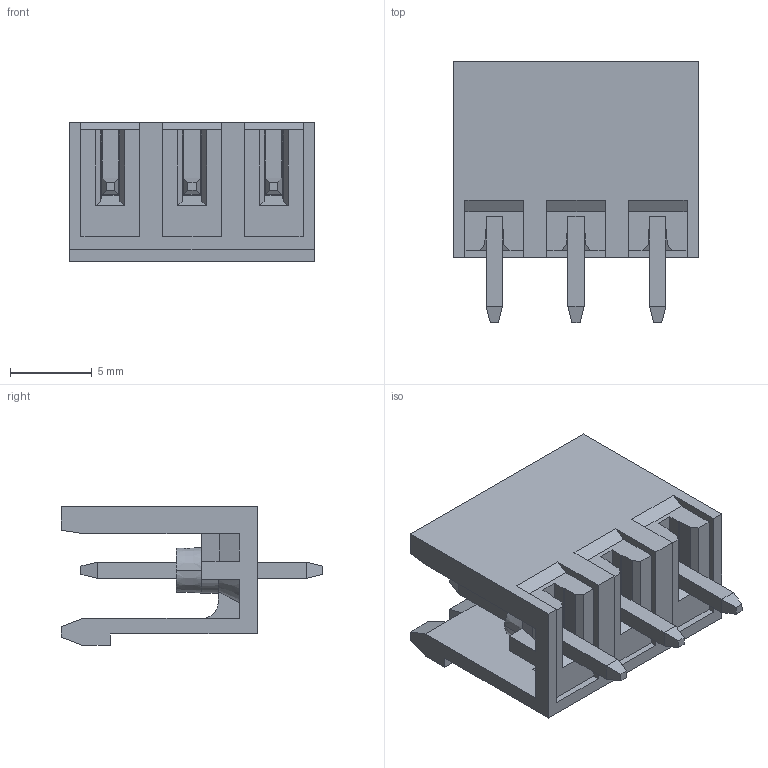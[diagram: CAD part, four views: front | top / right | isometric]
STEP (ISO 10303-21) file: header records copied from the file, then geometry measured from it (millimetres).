
FILE_DESCRIPTION (( 'STEP AP214' ), '1' );
FILE_NAME ('CUI_DEVICES_TBP04R3-500-03BE.step', '2021-12-16T03:10:13', ( '' ), ( '' ), 'SwSTEP 2.0', 'SolidWorks 2021', '' );
FILE_SCHEMA (( 'AUTOMOTIVE_DESIGN' ));
Length unit declared in the file: millimetre
Products named in the file (1): CUI_DEVICES_TBP04R3-500-03BE
Bounding box: 15 x 16 x 8.5 mm (x, y, z)
Volume: 584.8 mm3; surface area: 1299.9 mm2
Topology: 1 solids, 1 shells, 232 faces, 623 edges, 396 vertices
Faces by surface type: plane 205, cone 18, cylinder 9
Entity records: 7765 total; most frequent: CARTESIAN_POINT 1372, ORIENTED_EDGE 1246, DIRECTION 1113, EDGE_CURVE 623, VECTOR 539, LINE 539, VERTEX_POINT 396, AXIS2_PLACEMENT_3D 287
